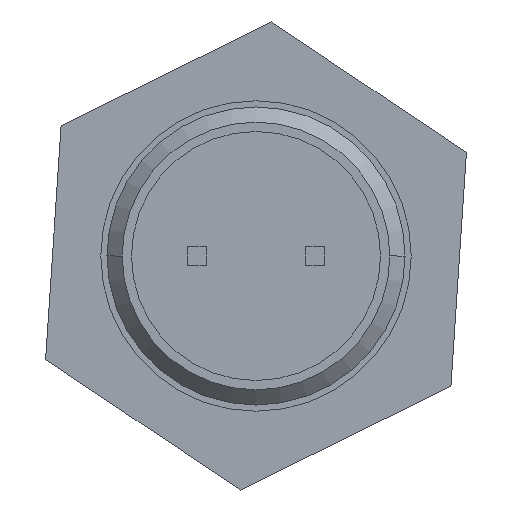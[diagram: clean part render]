
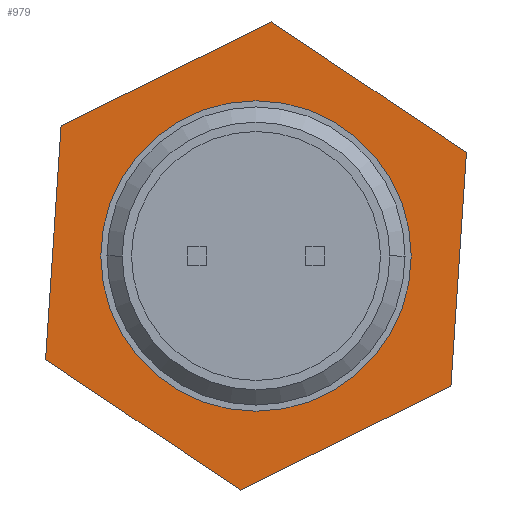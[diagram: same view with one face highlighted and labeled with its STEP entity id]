
A CAD part, front view. The second image highlights one B-rep face of the part: STEP entity #979.
In plain terms, the highlighted planar face has unit normal (0, -1, 0).
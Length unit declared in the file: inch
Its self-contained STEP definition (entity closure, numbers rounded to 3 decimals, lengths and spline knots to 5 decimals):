
#14 = VECTOR ( 'NONE', #1201, 39.37008 ) ;
#22 = VERTEX_POINT ( 'NONE', #1040 ) ;
#52 = DIRECTION ( 'NONE',  ( 0., -1., 0. ) ) ;
#83 = VECTOR ( 'NONE', #245, 39.37008 ) ;
#105 = CARTESIAN_POINT ( 'NONE',  ( 0.01642, 0.3895, 0.24739 ) ) ;
#109 = DIRECTION ( 'NONE',  ( 0.831, 0., -0.556 ) ) ;
#150 = EDGE_CURVE ( 'NONE', #1018, #1062, #504, .T. ) ;
#152 = DIRECTION ( 'NONE',  ( 0.897, 0., 0.442 ) ) ;
#154 = VERTEX_POINT ( 'NONE', #501 ) ;
#185 = CARTESIAN_POINT ( 'NONE',  ( 0.22246, 0.3895, 0.10948 ) ) ;
#231 = CARTESIAN_POINT ( 'NONE',  ( 0., 0.3895, 0. ) ) ;
#243 = AXIS2_PLACEMENT_3D ( 'NONE', #1165, #52, #1052 ) ;
#245 = DIRECTION ( 'NONE',  ( 0.066, 0., 0.998 ) ) ;
#267 = ORIENTED_EDGE ( 'NONE', *, *, #675, .T. ) ;
#275 = VECTOR ( 'NONE', #622, 39.37008 ) ;
#312 = LINE ( 'NONE', #1183, #275 ) ;
#313 = LINE ( 'NONE', #105, #14 ) ;
#331 = EDGE_CURVE ( 'NONE', #919, #154, #698, .T. ) ;
#371 = VECTOR ( 'NONE', #429, 39.37008 ) ;
#380 = LINE ( 'NONE', #574, #83 ) ;
#381 = CARTESIAN_POINT ( 'NONE',  ( 0.20604, 0.3895, -0.13792 ) ) ;
#406 = LINE ( 'NONE', #185, #371 ) ;
#416 = VECTOR ( 'NONE', #109, 39.37008 ) ;
#417 = VECTOR ( 'NONE', #152, 39.37008 ) ;
#429 = DIRECTION ( 'NONE',  ( -0.831, 0., 0.556 ) ) ;
#432 = CARTESIAN_POINT ( 'NONE',  ( 0., 0.3895, 0. ) ) ;
#469 = CARTESIAN_POINT ( 'NONE',  ( -0.01642, 0.3895, -0.24739 ) ) ;
#491 = EDGE_CURVE ( 'NONE', #22, #919, #312, .T. ) ;
#501 = CARTESIAN_POINT ( 'NONE',  ( -0.01642, 0.3895, -0.24739 ) ) ;
#502 = ORIENTED_EDGE ( 'NONE', *, *, #1320, .F. ) ;
#504 = CIRCLE ( 'NONE', #243, 0.16415 ) ;
#511 = CARTESIAN_POINT ( 'NONE',  ( 0.16415, 0.3895, 0. ) ) ;
#573 = AXIS2_PLACEMENT_3D ( 'NONE', #231, #706, #791 ) ;
#574 = CARTESIAN_POINT ( 'NONE',  ( 0.20604, 0.3895, -0.13792 ) ) ;
#584 = EDGE_LOOP ( 'NONE', ( #1166, #502 ) ) ;
#622 = DIRECTION ( 'NONE',  ( -0.066, 0., -0.998 ) ) ;
#645 = EDGE_CURVE ( 'NONE', #154, #933, #699, .T. ) ;
#675 = EDGE_CURVE ( 'NONE', #933, #1011, #380, .T. ) ;
#686 = FACE_BOUND ( 'NONE', #584, .T. ) ;
#697 = ORIENTED_EDGE ( 'NONE', *, *, #331, .T. ) ;
#698 = LINE ( 'NONE', #1212, #416 ) ;
#699 = LINE ( 'NONE', #469, #417 ) ;
#706 = DIRECTION ( 'NONE',  ( 0., -1., 0. ) ) ;
#708 = ORIENTED_EDGE ( 'NONE', *, *, #739, .T. ) ;
#739 = EDGE_CURVE ( 'NONE', #1164, #22, #313, .T. ) ;
#753 = CARTESIAN_POINT ( 'NONE',  ( -0.16415, 0.3895, 0. ) ) ;
#780 = DIRECTION ( 'NONE',  ( 1., 0., 0. ) ) ;
#791 = DIRECTION ( 'NONE',  ( 1., 0., 0. ) ) ;
#825 = CARTESIAN_POINT ( 'NONE',  ( 0.01642, 0.3895, 0.24739 ) ) ;
#919 = VERTEX_POINT ( 'NONE', #1370 ) ;
#933 = VERTEX_POINT ( 'NONE', #381 ) ;
#973 = ORIENTED_EDGE ( 'NONE', *, *, #491, .T. ) ;
#979 = ADVANCED_FACE ( 'NONE', ( #1286, #686 ), #1242, .T. ) ;
#1011 = VERTEX_POINT ( 'NONE', #1358 ) ;
#1018 = VERTEX_POINT ( 'NONE', #753 ) ;
#1040 = CARTESIAN_POINT ( 'NONE',  ( -0.20604, 0.3895, 0.13792 ) ) ;
#1052 = DIRECTION ( 'NONE',  ( 1., 0., 0. ) ) ;
#1062 = VERTEX_POINT ( 'NONE', #511 ) ;
#1109 = EDGE_LOOP ( 'NONE', ( #1404, #267, #1277, #708, #973, #697 ) ) ;
#1140 = AXIS2_PLACEMENT_3D ( 'NONE', #432, #1436, #780 ) ;
#1142 = EDGE_CURVE ( 'NONE', #1011, #1164, #406, .T. ) ;
#1164 = VERTEX_POINT ( 'NONE', #825 ) ;
#1165 = CARTESIAN_POINT ( 'NONE',  ( 0., 0.3895, 0. ) ) ;
#1166 = ORIENTED_EDGE ( 'NONE', *, *, #150, .F. ) ;
#1183 = CARTESIAN_POINT ( 'NONE',  ( -0.20604, 0.3895, 0.13792 ) ) ;
#1201 = DIRECTION ( 'NONE',  ( -0.897, 0., -0.442 ) ) ;
#1212 = CARTESIAN_POINT ( 'NONE',  ( -0.22246, 0.3895, -0.10948 ) ) ;
#1242 = PLANE ( 'NONE',  #573 ) ;
#1277 = ORIENTED_EDGE ( 'NONE', *, *, #1142, .T. ) ;
#1286 = FACE_OUTER_BOUND ( 'NONE', #1109, .T. ) ;
#1320 = EDGE_CURVE ( 'NONE', #1062, #1018, #1418, .T. ) ;
#1358 = CARTESIAN_POINT ( 'NONE',  ( 0.22246, 0.3895, 0.10948 ) ) ;
#1370 = CARTESIAN_POINT ( 'NONE',  ( -0.22246, 0.3895, -0.10948 ) ) ;
#1404 = ORIENTED_EDGE ( 'NONE', *, *, #645, .T. ) ;
#1418 = CIRCLE ( 'NONE', #1140, 0.16415 ) ;
#1436 = DIRECTION ( 'NONE',  ( 0., -1., 0. ) ) ;
